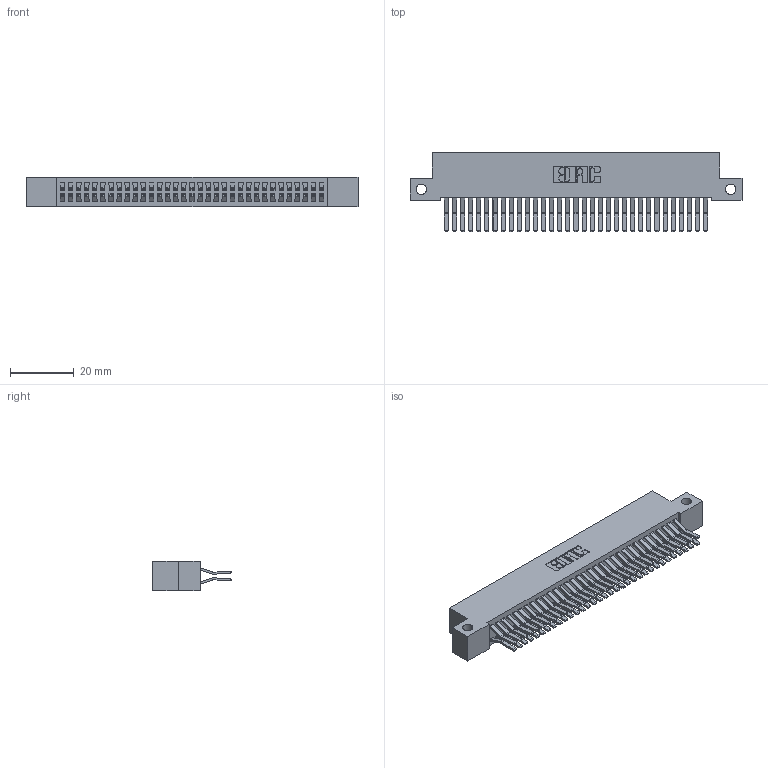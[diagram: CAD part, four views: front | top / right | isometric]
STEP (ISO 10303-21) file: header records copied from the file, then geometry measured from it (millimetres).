
FILE_DESCRIPTION (( 'STEP AP203' ), '1' );
FILE_NAME ('392-066-560-212.STEP', '2019-10-09T11:28:26', ( '' ), ( '' ), 'SwSTEP 2.0', 'SolidWorks 2016', '' );
FILE_SCHEMA (( 'CONFIG_CONTROL_DESIGN' ));
Length unit declared in the file: inch
Products named in the file (3): 345-292-001_560 Tail; 392-066-560-212; 342 Part_Side Mount
Assembly tree (67 placements, depth 2):
  392-066-560-212
    342 Part_Side Mount
    345-292-001_560 Tail  x66
Bounding box: 104.14 x 24.78 x 9.4 mm (x, y, z)
Volume: 9673.7 mm3; surface area: 16403.9 mm2
Topology: 67 solids, 67 shells, 3674 faces, 10925 edges, 7194 vertices
Faces by surface type: plane 2442, cylinder 1232
Entity records: 22353 total; most frequent: CARTESIAN_POINT 3714, ORIENTED_EDGE 3650, DIRECTION 3193, EDGE_CURVE 1825, LINE 1693, VECTOR 1693, VERTEX_POINT 1214, AXIS2_PLACEMENT_3D 750
